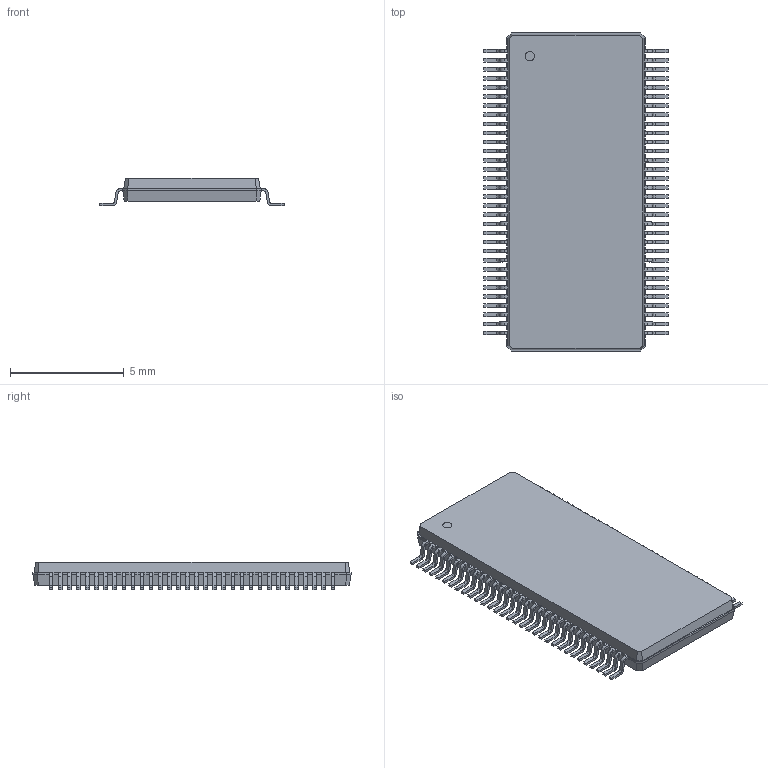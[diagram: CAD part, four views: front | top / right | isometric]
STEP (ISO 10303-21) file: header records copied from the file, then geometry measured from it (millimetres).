
FILE_DESCRIPTION(/* description */ ('model of TSSOP-64_6.1x14mm_P0.4mm'),/* implementation_level */ '2;1');
FILE_NAME(/* name */ 'TSSOP-64_6.1x14mm_P0.4mm.step',/* time_stamp */ '1970-01-01T00:00:00',/* author */ ('KiCAD','kicad'),/* organization */ ('OCCT'),/* preprocessor_version */ '',/* originating_system */ 'KiCAD',/* authorisation */ '');
FILE_SCHEMA(('AUTOMOTIVE_DESIGN { 1 0 10303 214 1 1 1 1 }'));
Length unit declared in the file: millimetre
Products named in the file (1): TSSOP-64_6.1x14mm_P0.4mm
Bounding box: 8.1 x 14 x 1.2 mm (x, y, z)
Volume: 84.7 mm3; surface area: 253.6 mm2
Topology: 1 solids, 1 shells, 987 faces, 2689 edges, 1705 vertices
Faces by surface type: plane 715, cylinder 256, bspline 16
Entity records: 19747 total; most frequent: ORIENTED_EDGE 4601, EDGE_CURVE 2689, CARTESIAN_POINT 2348, VERTEX_POINT 1705, LINE 1704, AXIS2_PLACEMENT_3D 1262, FACE_BOUND 988, ADVANCED_FACE 987
